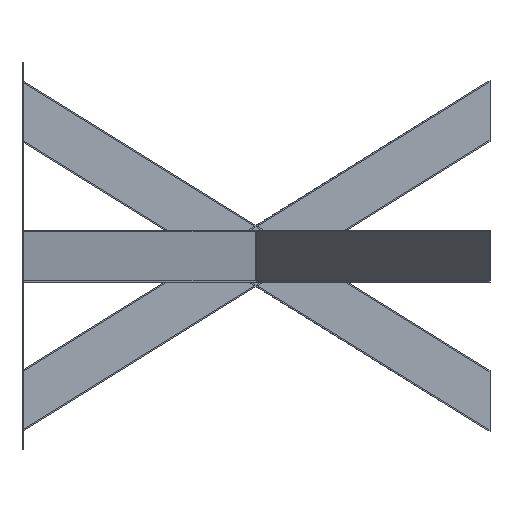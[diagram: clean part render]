
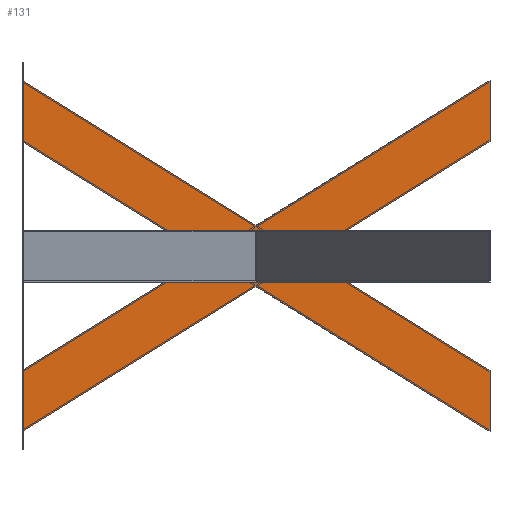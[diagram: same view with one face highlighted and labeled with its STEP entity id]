
A CAD part, left-side view. The second image highlights one B-rep face of the part: STEP entity #131.
In plain terms, the highlighted planar face has unit normal (-1, 0, 0).
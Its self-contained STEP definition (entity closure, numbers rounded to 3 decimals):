
#131=ADVANCED_FACE('NONE',(#294,#295),#296,.F.);
#294=FACE_OUTER_BOUND('',#619,.T.);
#295=FACE_BOUND('',#620,.T.);
#296=PLANE('',#621);
#619=EDGE_LOOP('',(#1422,#1423,#1424,#1425,#1426,#1427,#1428,#1429,#1430,#1431,#1432,#1433));
#620=EDGE_LOOP('',(#1434,#1435,#1436,#1437));
#621=AXIS2_PLACEMENT_3D('',#1438,#1439,#1440);
#1422=ORIENTED_EDGE('',*,*,#2028,.F.);
#1423=ORIENTED_EDGE('',*,*,#2091,.T.);
#1424=ORIENTED_EDGE('',*,*,#2030,.T.);
#1425=ORIENTED_EDGE('',*,*,#2013,.F.);
#1426=ORIENTED_EDGE('',*,*,#2092,.T.);
#1427=ORIENTED_EDGE('',*,*,#1996,.T.);
#1428=ORIENTED_EDGE('',*,*,#2045,.T.);
#1429=ORIENTED_EDGE('',*,*,#2086,.F.);
#1430=ORIENTED_EDGE('',*,*,#2048,.F.);
#1431=ORIENTED_EDGE('',*,*,#2090,.T.);
#1432=ORIENTED_EDGE('',*,*,#2093,.F.);
#1433=ORIENTED_EDGE('',*,*,#2087,.F.);
#1434=ORIENTED_EDGE('',*,*,#1962,.F.);
#1435=ORIENTED_EDGE('',*,*,#1975,.F.);
#1436=ORIENTED_EDGE('',*,*,#2032,.F.);
#1437=ORIENTED_EDGE('',*,*,#1966,.F.);
#1438=CARTESIAN_POINT('',(-40.0,403.929,-297.391));
#1439=DIRECTION('',(1.0,0.,0.));
#1440=DIRECTION('',(0.,0.0,-1.0));
#1962=EDGE_CURVE('NONE',#3306,#3304,#3308,.T.);
#1966=EDGE_CURVE('NONE',#3304,#3314,#3315,.T.);
#1975=EDGE_CURVE('NONE',#3329,#3306,#3331,.T.);
#1996=EDGE_CURVE('NONE',#3368,#3369,#3370,.T.);
#2013=EDGE_CURVE('NONE',#3398,#3400,#3401,.T.);
#2028=EDGE_CURVE('NONE',#3424,#3426,#3427,.T.);
#2030=EDGE_CURVE('NONE',#3429,#3400,#3430,.T.);
#2032=EDGE_CURVE('NONE',#3314,#3329,#3432,.T.);
#2045=EDGE_CURVE('NONE',#3369,#3454,#3455,.T.);
#2048=EDGE_CURVE('NONE',#3457,#3459,#3460,.T.);
#2086=EDGE_CURVE('NONE',#3459,#3454,#3516,.T.);
#2087=EDGE_CURVE('NONE',#3426,#3517,#3518,.T.);
#2090=EDGE_CURVE('NONE',#3457,#3520,#3522,.T.);
#2091=EDGE_CURVE('NONE',#3424,#3429,#3523,.T.);
#2092=EDGE_CURVE('NONE',#3398,#3368,#3524,.T.);
#2093=EDGE_CURVE('NONE',#3517,#3520,#3525,.T.);
#3304=VERTEX_POINT('NONE',#3974);
#3306=VERTEX_POINT('NONE',#3977);
#3308=LINE('',#3980,#3981);
#3314=VERTEX_POINT('NONE',#3990);
#3315=LINE('',#3991,#3992);
#3329=VERTEX_POINT('NONE',#4013);
#3331=LINE('',#4016,#4017);
#3368=VERTEX_POINT('NONE',#4074);
#3369=VERTEX_POINT('NONE',#4075);
#3370=LINE('',#4076,#4077);
#3398=VERTEX_POINT('NONE',#4120);
#3400=VERTEX_POINT('NONE',#4123);
#3401=LINE('',#4124,#4125);
#3424=VERTEX_POINT('NONE',#4161);
#3426=VERTEX_POINT('NONE',#4164);
#3427=LINE('',#4165,#4166);
#3429=VERTEX_POINT('NONE',#4169);
#3430=LINE('',#4170,#4171);
#3432=LINE('',#4174,#4175);
#3454=VERTEX_POINT('NONE',#4209);
#3455=LINE('',#4210,#4211);
#3457=VERTEX_POINT('NONE',#4214);
#3459=VERTEX_POINT('NONE',#4217);
#3460=LINE('',#4218,#4219);
#3516=LINE('',#4312,#4313);
#3517=VERTEX_POINT('NONE',#4314);
#3518=LINE('',#4315,#4316);
#3520=VERTEX_POINT('NONE',#4319);
#3522=LINE('',#4322,#4323);
#3523=LINE('',#4324,#4325);
#3524=LINE('',#4326,#4327);
#3525=LINE('',#4328,#4329);
#3974=CARTESIAN_POINT('',(-40.0,66.94,-40.0));
#3977=CARTESIAN_POINT('',(-40.0,66.94,40.0));
#3980=CARTESIAN_POINT('',(-40.0,66.94,297.391));
#3981=VECTOR('',#5016,1000.0);
#3990=CARTESIAN_POINT('',(-40.,-66.94,-40.0));
#3991=CARTESIAN_POINT('',(-40.0,403.929,-40.0));
#3992=VECTOR('',#5020,1000.0);
#4013=CARTESIAN_POINT('',(-40.,-66.94,40.0));
#4016=CARTESIAN_POINT('',(-40.0,403.929,40.0));
#4017=VECTOR('',#5029,1000.0);
#4074=CARTESIAN_POINT('',(-40.0,358.0,-268.927));
#4075=CARTESIAN_POINT('',(-40.0,0.,-47.059));
#4076=CARTESIAN_POINT('',(-40.0,403.929,-297.391));
#4077=VECTOR('',#5050,1000.0);
#4120=CARTESIAN_POINT('',(-40.0,358.0,-174.81));
#4123=CARTESIAN_POINT('',(-40.0,75.933,0.0));
#4124=CARTESIAN_POINT('',(-40.0,446.071,-229.391));
#4125=VECTOR('',#5067,1000.0);
#4161=CARTESIAN_POINT('',(-40.0,358.0,268.927));
#4164=CARTESIAN_POINT('',(-40.0,0.,47.059));
#4165=CARTESIAN_POINT('',(-40.0,403.929,297.391));
#4166=VECTOR('',#5082,1000.0);
#4169=CARTESIAN_POINT('',(-40.0,358.0,174.81));
#4170=CARTESIAN_POINT('',(-40.0,446.071,229.391));
#4171=VECTOR('',#5084,1000.0);
#4174=CARTESIAN_POINT('',(-40.0,-66.94,297.391));
#4175=VECTOR('',#5086,1000.0);
#4209=CARTESIAN_POINT('',(-40.0,-360.0,-270.167));
#4210=CARTESIAN_POINT('',(-40.0,446.071,229.391));
#4211=VECTOR('',#5099,1000.0);
#4214=CARTESIAN_POINT('',(-40.0,-75.933,0.));
#4217=CARTESIAN_POINT('',(-40.0,-360.0,-176.049));
#4218=CARTESIAN_POINT('',(-40.0,403.929,297.391));
#4219=VECTOR('',#5102,1000.0);
#4312=CARTESIAN_POINT('',(-40.0,-360.0,297.391));
#4313=VECTOR('',#5140,1000.0);
#4314=CARTESIAN_POINT('',(-40.0,-360.0,270.167));
#4315=CARTESIAN_POINT('',(-40.0,446.071,-229.391));
#4316=VECTOR('',#5141,1000.0);
#4319=CARTESIAN_POINT('',(-40.0,-360.0,176.049));
#4322=CARTESIAN_POINT('',(-40.0,403.929,-297.391));
#4323=VECTOR('',#5144,1000.0);
#4324=CARTESIAN_POINT('',(-40.0,358.0,-297.391));
#4325=VECTOR('',#5145,1000.0);
#4326=CARTESIAN_POINT('',(-40.0,358.0,-297.391));
#4327=VECTOR('',#5146,1000.0);
#4328=CARTESIAN_POINT('',(-40.0,-360.0,-297.391));
#4329=VECTOR('',#5147,1000.0);
#5016=DIRECTION('',(0.,0.,-1.0));
#5020=DIRECTION('',(0.,-1.0,0.));
#5029=DIRECTION('',(0.,1.0,0.0));
#5050=DIRECTION('',(-0.0,-0.85,0.527));
#5067=DIRECTION('',(-0.0,-0.85,0.527));
#5082=DIRECTION('',(0.0,-0.85,-0.527));
#5084=DIRECTION('',(0.0,-0.85,-0.527));
#5086=DIRECTION('',(0.,0.,1.0));
#5099=DIRECTION('',(0.0,-0.85,-0.527));
#5102=DIRECTION('',(0.0,-0.85,-0.527));
#5140=DIRECTION('',(0.,0.,-1.0));
#5141=DIRECTION('',(-0.0,-0.85,0.527));
#5144=DIRECTION('',(-0.0,-0.85,0.527));
#5145=DIRECTION('',(0.,0.0,-1.0));
#5146=DIRECTION('',(0.,0.0,-1.0));
#5147=DIRECTION('',(0.,0.,-1.0));
